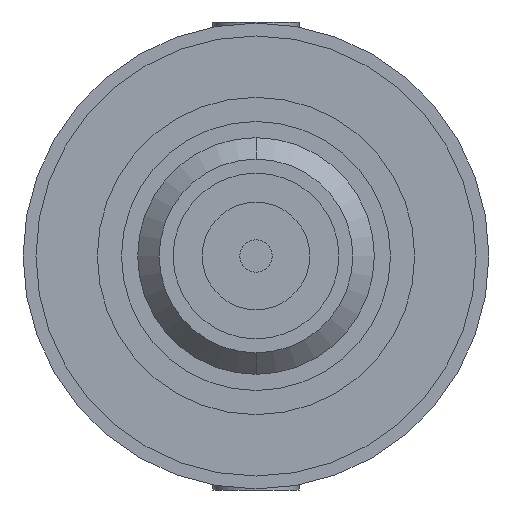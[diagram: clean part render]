
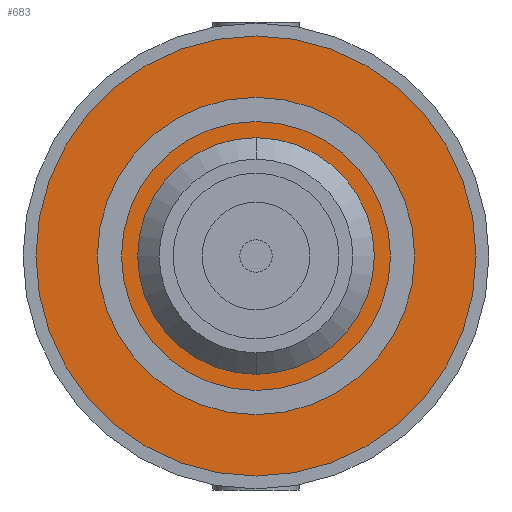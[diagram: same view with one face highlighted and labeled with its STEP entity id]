
A CAD part, front view. The second image highlights one B-rep face of the part: STEP entity #683.
In plain terms, the highlighted planar face has unit normal (0, -1, 0).
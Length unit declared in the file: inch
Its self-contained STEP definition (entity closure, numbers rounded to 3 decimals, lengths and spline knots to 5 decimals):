
#553 = EDGE_CURVE ( 'NONE', #784, #554, #1890, .T. ) ;
#554 = VERTEX_POINT ( 'NONE', #1872 ) ;
#583 = VERTEX_POINT ( 'NONE', #1811 ) ;
#585 = EDGE_CURVE ( 'NONE', #583, #586, #1810, .T. ) ;
#586 = VERTEX_POINT ( 'NONE', #1896 ) ;
#658 = EDGE_CURVE ( 'NONE', #554, #784, #2103, .T. ) ;
#683 = ADVANCED_FACE ( 'Face2', ( #1975, #1974 ), #1980, .F. ) ;
#695 = EDGE_LOOP ( 'NONE', ( #696, #697 ) ) ;
#696 = ORIENTED_EDGE ( 'NONE', *, *, #658, .F. ) ;
#697 = ORIENTED_EDGE ( 'NONE', *, *, #553, .F. ) ;
#698 = EDGE_LOOP ( 'NONE', ( #699, #701 ) ) ;
#699 = ORIENTED_EDGE ( 'NONE', *, *, #700, .F. ) ;
#700 = EDGE_CURVE ( 'NONE', #586, #583, #2092, .T. ) ;
#701 = ORIENTED_EDGE ( 'NONE', *, *, #585, .F. ) ;
#784 = VERTEX_POINT ( 'NONE', #2209 ) ;
#1809 = AXIS2_PLACEMENT_3D ( 'NONE', #1899, #1898, #1897 ) ;
#1810 = CIRCLE ( 'NONE', #1809, 0.11 ) ;
#1811 = CARTESIAN_POINT ( 'NONE',  ( 0., 0., -0.11 ) ) ;
#1872 = CARTESIAN_POINT ( 'NONE',  ( 0., 0., -0.2045 ) ) ;
#1873 = DIRECTION ( 'NONE',  ( 0., 0., 1. ) ) ;
#1874 = DIRECTION ( 'NONE',  ( 0., 1., 0. ) ) ;
#1888 = CARTESIAN_POINT ( 'NONE',  ( 0., 0., 0. ) ) ;
#1889 = AXIS2_PLACEMENT_3D ( 'NONE', #1888, #1874, #1873 ) ;
#1890 = CIRCLE ( 'NONE', #1889, 0.2045 ) ;
#1896 = CARTESIAN_POINT ( 'NONE',  ( 0., 0., 0.11 ) ) ;
#1897 = DIRECTION ( 'NONE',  ( 0., 0., 1. ) ) ;
#1898 = DIRECTION ( 'NONE',  ( 0., -1., 0. ) ) ;
#1899 = CARTESIAN_POINT ( 'NONE',  ( 0., 0., 0. ) ) ;
#1974 = FACE_BOUND ( 'NONE', #698, .T. ) ;
#1975 = FACE_OUTER_BOUND ( 'NONE', #695, .T. ) ;
#1980 = PLANE ( 'NONE',  #2154 ) ;
#2032 = DIRECTION ( 'NONE',  ( 0., 0., 1. ) ) ;
#2033 = DIRECTION ( 'NONE',  ( 0., 1., 0. ) ) ;
#2034 = CARTESIAN_POINT ( 'NONE',  ( 0., 0., 0. ) ) ;
#2035 = AXIS2_PLACEMENT_3D ( 'NONE', #2034, #2033, #2032 ) ;
#2085 = DIRECTION ( 'NONE',  ( 0., 0., 1. ) ) ;
#2086 = DIRECTION ( 'NONE',  ( 0., -1., 0. ) ) ;
#2087 = CARTESIAN_POINT ( 'NONE',  ( 0., 0., 0. ) ) ;
#2088 = AXIS2_PLACEMENT_3D ( 'NONE', #2087, #2086, #2085 ) ;
#2092 = CIRCLE ( 'NONE', #2088, 0.11 ) ;
#2103 = CIRCLE ( 'NONE', #2035, 0.2045 ) ;
#2151 = DIRECTION ( 'NONE',  ( 0., 0., 1. ) ) ;
#2152 = DIRECTION ( 'NONE',  ( 0., 1., 0. ) ) ;
#2153 = CARTESIAN_POINT ( 'NONE',  ( 0., 0., 0. ) ) ;
#2154 = AXIS2_PLACEMENT_3D ( 'NONE', #2153, #2152, #2151 ) ;
#2209 = CARTESIAN_POINT ( 'NONE',  ( 0., 0., 0.2045 ) ) ;
